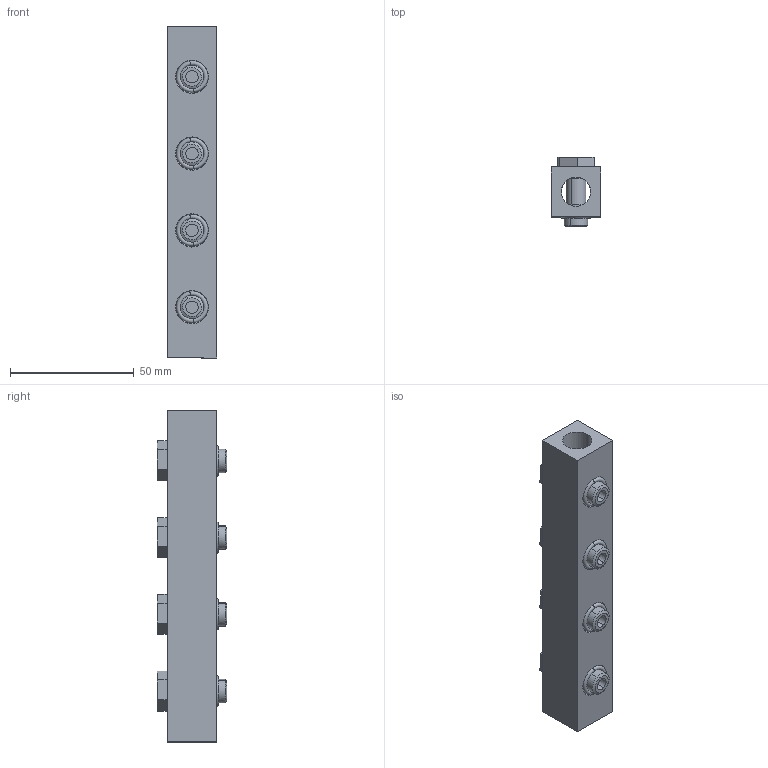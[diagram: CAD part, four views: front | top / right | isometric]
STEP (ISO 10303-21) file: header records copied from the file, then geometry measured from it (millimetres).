
FILE_DESCRIPTION (( 'STEP AP214' ), '1' );
FILE_NAME ('00_138_3.STEP', '2016-01-15T08:35:39', ( '' ), ( '' ), 'SwSTEP 2.0', 'SolidWorks 2016', '' );
FILE_SCHEMA (( 'AUTOMOTIVE_DESIGN' ));
Length unit declared in the file: millimetre
Products named in the file (1): 00_138_3
Bounding box: 20 x 28 x 134 mm (x, y, z)
Volume: 45326 mm3; surface area: 24931.4 mm2
Topology: 9 solids, 9 shells, 176 faces, 402 edges, 260 vertices
Faces by surface type: plane 86, cylinder 50, torus 24, cone 16
Entity records: 5408 total; most frequent: DIRECTION 960, CARTESIAN_POINT 839, ORIENTED_EDGE 804, EDGE_CURVE 402, AXIS2_PLACEMENT_3D 381, VERTEX_POINT 260, CIRCLE 204, EDGE_LOOP 202
